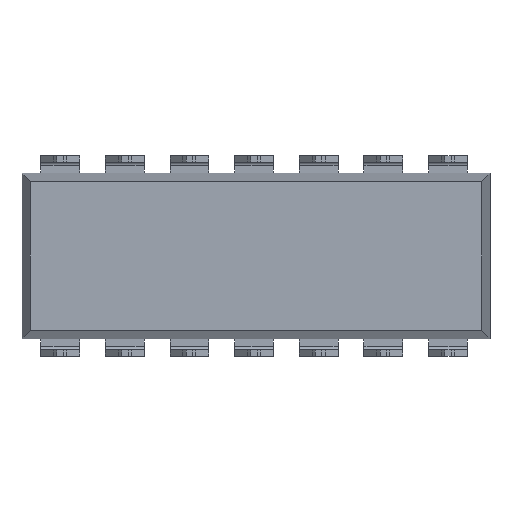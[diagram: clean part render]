
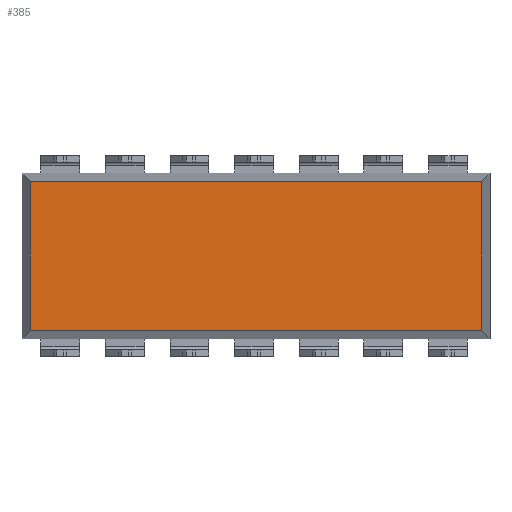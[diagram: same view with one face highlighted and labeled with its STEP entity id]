
A CAD part, front view. The second image highlights one B-rep face of the part: STEP entity #385.
In plain terms, the highlighted planar face has unit normal (0, -1, 0).
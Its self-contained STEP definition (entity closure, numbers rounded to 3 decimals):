
#385 = ADVANCED_FACE ( 'NONE', ( #6063 ), #6159, .F. ) ;
#864 = VERTEX_POINT ( 'NONE', #6519 ) ;
#865 = VERTEX_POINT ( 'NONE', #6520 ) ;
#918 = ORIENTED_EDGE ( 'NONE', *, *, #1123, .T. ) ;
#919 = ORIENTED_EDGE ( 'NONE', *, *, #1124, .T. ) ;
#920 = ORIENTED_EDGE ( 'NONE', *, *, #1122, .T. ) ;
#921 = ORIENTED_EDGE ( 'NONE', *, *, #1125, .T. ) ;
#1122 = EDGE_CURVE ( 'NONE', #865, #2225, #8265, .T. ) ;
#1123 = EDGE_CURVE ( 'NONE', #864, #865, #8268, .T. ) ;
#1124 = EDGE_CURVE ( 'NONE', #2225, #2226, #8271, .T. ) ;
#1125 = EDGE_CURVE ( 'NONE', #2226, #864, #8274, .T. ) ;
#1795 = EDGE_LOOP ( 'NONE', ( #918, #920, #919, #921 ) ) ;
#2225 = VERTEX_POINT ( 'NONE', #10312 ) ;
#2226 = VERTEX_POINT ( 'NONE', #10409 ) ;
#6063 = FACE_OUTER_BOUND ( 'NONE', #1795, .T. ) ;
#6069 = AXIS2_PLACEMENT_3D ( 'NONE', #6160, #6161, #6162 ) ;
#6159 = PLANE ( 'NONE',  #6069 ) ;
#6160 = CARTESIAN_POINT ( 'NONE',  ( -9.05, 0.5, 3.2 ) ) ;
#6161 = DIRECTION ( 'NONE',  ( 0., 1., 0. ) ) ;
#6162 = DIRECTION ( 'NONE',  ( 0., 0., 1. ) ) ;
#6519 = CARTESIAN_POINT ( 'NONE',  ( -8.724, 0.5, 2.874 ) ) ;
#6520 = CARTESIAN_POINT ( 'NONE',  ( -8.724, 0.5, -2.874 ) ) ;
#7770 = VECTOR ( 'NONE', #8270, 1000. ) ;
#8090 = VECTOR ( 'NONE', #8267, 1000. ) ;
#8265 = LINE ( 'NONE', #8266, #8090 ) ;
#8266 = CARTESIAN_POINT ( 'NONE',  ( -9.05, 0.5, -2.874 ) ) ;
#8267 = DIRECTION ( 'NONE',  ( 1., 0., 0. ) ) ;
#8268 = LINE ( 'NONE', #8269, #7770 ) ;
#8269 = CARTESIAN_POINT ( 'NONE',  ( -8.724, 0.5, 3.2 ) ) ;
#8270 = DIRECTION ( 'NONE',  ( 0., 0., -1. ) ) ;
#8271 = LINE ( 'NONE', #8272, #8291 ) ;
#8272 = CARTESIAN_POINT ( 'NONE',  ( 8.724, 0.5, 3.2 ) ) ;
#8273 = DIRECTION ( 'NONE',  ( 0., 0., 1. ) ) ;
#8274 = LINE ( 'NONE', #8275, #8292 ) ;
#8275 = CARTESIAN_POINT ( 'NONE',  ( -9.05, 0.5, 2.874 ) ) ;
#8276 = DIRECTION ( 'NONE',  ( -1., 0., 0. ) ) ;
#8291 = VECTOR ( 'NONE', #8273, 1000. ) ;
#8292 = VECTOR ( 'NONE', #8276, 1000. ) ;
#10312 = CARTESIAN_POINT ( 'NONE',  ( 8.724, 0.5, -2.874 ) ) ;
#10409 = CARTESIAN_POINT ( 'NONE',  ( 8.724, 0.5, 2.874 ) ) ;
